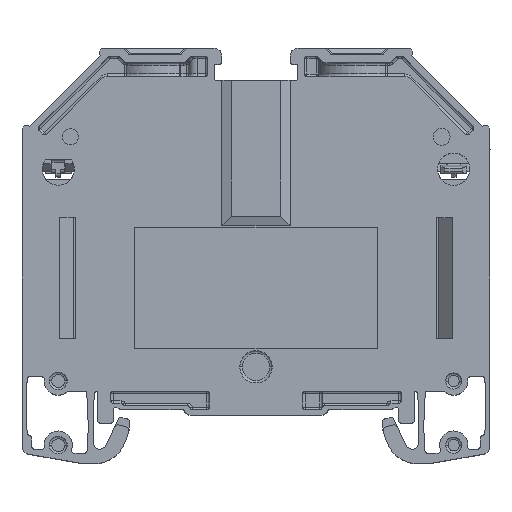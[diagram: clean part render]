
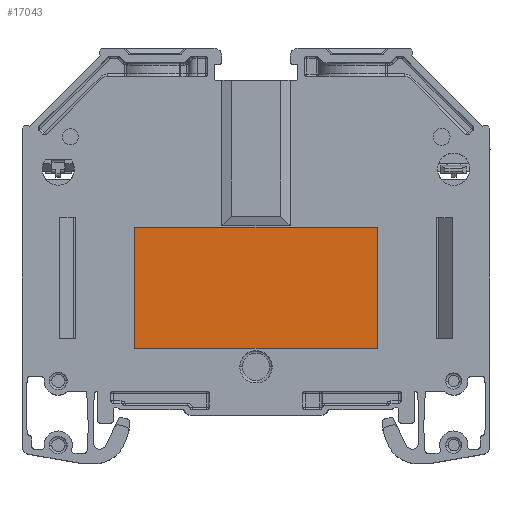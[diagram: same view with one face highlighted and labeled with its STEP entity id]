
A CAD part, top view. The second image highlights one B-rep face of the part: STEP entity #17043.
In plain terms, the highlighted planar face has unit normal (0, 0, 1).
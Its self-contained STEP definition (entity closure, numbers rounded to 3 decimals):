
#16749 = PLANE('',#16750);
#16750 = AXIS2_PLACEMENT_3D('',#16751,#16752,#16753);
#16751 = CARTESIAN_POINT('',(15.,8.1,15.9));
#16752 = DIRECTION('',(1.,0.,0.));
#16753 = DIRECTION('',(0.,-1.,0.));
#16777 = PLANE('',#16778);
#16778 = AXIS2_PLACEMENT_3D('',#16779,#16780,#16781);
#16779 = CARTESIAN_POINT('',(-15.,8.1,15.9));
#16780 = DIRECTION('',(0.,-1.,0.));
#16781 = DIRECTION('',(-1.,0.,0.));
#16805 = PLANE('',#16806);
#16806 = AXIS2_PLACEMENT_3D('',#16807,#16808,#16809);
#16807 = CARTESIAN_POINT('',(-15.,23.1,15.9));
#16808 = DIRECTION('',(-1.,0.,0.));
#16809 = DIRECTION('',(0.,1.,0.));
#16831 = PLANE('',#16832);
#16832 = AXIS2_PLACEMENT_3D('',#16833,#16834,#16835);
#16833 = CARTESIAN_POINT('',(15.,23.1,15.9));
#16834 = DIRECTION('',(0.,1.,0.));
#16835 = DIRECTION('',(1.,0.,0.));
#16847 = VERTEX_POINT('',#16848);
#16848 = CARTESIAN_POINT('',(-15.,23.1,15.75));
#16869 = EDGE_CURVE('',#16870,#16847,#16872,.T.);
#16870 = VERTEX_POINT('',#16871);
#16871 = CARTESIAN_POINT('',(15.,23.1,15.75));
#16872 = SURFACE_CURVE('',#16873,(#16877,#16884),.PCURVE_S1.);
#16873 = LINE('',#16874,#16875);
#16874 = CARTESIAN_POINT('',(15.,23.1,15.75));
#16875 = VECTOR('',#16876,1.);
#16876 = DIRECTION('',(-1.,0.,0.));
#16877 = PCURVE('',#16831,#16878);
#16878 = DEFINITIONAL_REPRESENTATION('',(#16879),#16883);
#16879 = LINE('',#16880,#16881);
#16880 = CARTESIAN_POINT('',(0.,0.15));
#16881 = VECTOR('',#16882,1.);
#16882 = DIRECTION('',(-1.,0.));
#16883 = ( GEOMETRIC_REPRESENTATION_CONTEXT(2) 
PARAMETRIC_REPRESENTATION_CONTEXT() REPRESENTATION_CONTEXT('2D SPACE',''
  ) );
#16884 = PCURVE('',#16885,#16890);
#16885 = PLANE('',#16886);
#16886 = AXIS2_PLACEMENT_3D('',#16887,#16888,#16889);
#16887 = CARTESIAN_POINT('',(0.,-6.2,15.75));
#16888 = DIRECTION('',(0.,0.,1.));
#16889 = DIRECTION('',(-1.,0.,0.));
#16890 = DEFINITIONAL_REPRESENTATION('',(#16891),#16895);
#16891 = LINE('',#16892,#16893);
#16892 = CARTESIAN_POINT('',(-15.,-29.3));
#16893 = VECTOR('',#16894,1.);
#16894 = DIRECTION('',(1.,0.));
#16895 = ( GEOMETRIC_REPRESENTATION_CONTEXT(2) 
PARAMETRIC_REPRESENTATION_CONTEXT() REPRESENTATION_CONTEXT('2D SPACE',''
  ) );
#16923 = EDGE_CURVE('',#16924,#16870,#16926,.T.);
#16924 = VERTEX_POINT('',#16925);
#16925 = CARTESIAN_POINT('',(15.,8.1,15.75));
#16926 = SURFACE_CURVE('',#16927,(#16931,#16938),.PCURVE_S1.);
#16927 = LINE('',#16928,#16929);
#16928 = CARTESIAN_POINT('',(15.,8.1,15.75));
#16929 = VECTOR('',#16930,1.);
#16930 = DIRECTION('',(0.,1.,0.));
#16931 = PCURVE('',#16749,#16932);
#16932 = DEFINITIONAL_REPRESENTATION('',(#16933),#16937);
#16933 = LINE('',#16934,#16935);
#16934 = CARTESIAN_POINT('',(0.,0.15));
#16935 = VECTOR('',#16936,1.);
#16936 = DIRECTION('',(-1.,0.));
#16937 = ( GEOMETRIC_REPRESENTATION_CONTEXT(2) 
PARAMETRIC_REPRESENTATION_CONTEXT() REPRESENTATION_CONTEXT('2D SPACE',''
  ) );
#16938 = PCURVE('',#16885,#16939);
#16939 = DEFINITIONAL_REPRESENTATION('',(#16940),#16944);
#16940 = LINE('',#16941,#16942);
#16941 = CARTESIAN_POINT('',(-15.,-14.3));
#16942 = VECTOR('',#16943,1.);
#16943 = DIRECTION('',(0.,-1.));
#16944 = ( GEOMETRIC_REPRESENTATION_CONTEXT(2) 
PARAMETRIC_REPRESENTATION_CONTEXT() REPRESENTATION_CONTEXT('2D SPACE',''
  ) );
#16972 = EDGE_CURVE('',#16973,#16924,#16975,.T.);
#16973 = VERTEX_POINT('',#16974);
#16974 = CARTESIAN_POINT('',(-15.,8.1,15.75));
#16975 = SURFACE_CURVE('',#16976,(#16980,#16987),.PCURVE_S1.);
#16976 = LINE('',#16977,#16978);
#16977 = CARTESIAN_POINT('',(-15.,8.1,15.75));
#16978 = VECTOR('',#16979,1.);
#16979 = DIRECTION('',(1.,0.,0.));
#16980 = PCURVE('',#16777,#16981);
#16981 = DEFINITIONAL_REPRESENTATION('',(#16982),#16986);
#16982 = LINE('',#16983,#16984);
#16983 = CARTESIAN_POINT('',(0.,0.15));
#16984 = VECTOR('',#16985,1.);
#16985 = DIRECTION('',(-1.,0.));
#16986 = ( GEOMETRIC_REPRESENTATION_CONTEXT(2) 
PARAMETRIC_REPRESENTATION_CONTEXT() REPRESENTATION_CONTEXT('2D SPACE',''
  ) );
#16987 = PCURVE('',#16885,#16988);
#16988 = DEFINITIONAL_REPRESENTATION('',(#16989),#16993);
#16989 = LINE('',#16990,#16991);
#16990 = CARTESIAN_POINT('',(15.,-14.3));
#16991 = VECTOR('',#16992,1.);
#16992 = DIRECTION('',(-1.,0.));
#16993 = ( GEOMETRIC_REPRESENTATION_CONTEXT(2) 
PARAMETRIC_REPRESENTATION_CONTEXT() REPRESENTATION_CONTEXT('2D SPACE',''
  ) );
#17021 = EDGE_CURVE('',#16847,#16973,#17022,.T.);
#17022 = SURFACE_CURVE('',#17023,(#17027,#17034),.PCURVE_S1.);
#17023 = LINE('',#17024,#17025);
#17024 = CARTESIAN_POINT('',(-15.,23.1,15.75));
#17025 = VECTOR('',#17026,1.);
#17026 = DIRECTION('',(0.,-1.,0.));
#17027 = PCURVE('',#16805,#17028);
#17028 = DEFINITIONAL_REPRESENTATION('',(#17029),#17033);
#17029 = LINE('',#17030,#17031);
#17030 = CARTESIAN_POINT('',(0.,0.15));
#17031 = VECTOR('',#17032,1.);
#17032 = DIRECTION('',(-1.,0.));
#17033 = ( GEOMETRIC_REPRESENTATION_CONTEXT(2) 
PARAMETRIC_REPRESENTATION_CONTEXT() REPRESENTATION_CONTEXT('2D SPACE',''
  ) );
#17034 = PCURVE('',#16885,#17035);
#17035 = DEFINITIONAL_REPRESENTATION('',(#17036),#17040);
#17036 = LINE('',#17037,#17038);
#17037 = CARTESIAN_POINT('',(15.,-29.3));
#17038 = VECTOR('',#17039,1.);
#17039 = DIRECTION('',(0.,1.));
#17040 = ( GEOMETRIC_REPRESENTATION_CONTEXT(2) 
PARAMETRIC_REPRESENTATION_CONTEXT() REPRESENTATION_CONTEXT('2D SPACE',''
  ) );
#17043 = ADVANCED_FACE('',(#17044),#16885,.T.);
#17044 = FACE_BOUND('',#17045,.T.);
#17045 = EDGE_LOOP('',(#17046,#17047,#17048,#17049));
#17046 = ORIENTED_EDGE('',*,*,#17021,.T.);
#17047 = ORIENTED_EDGE('',*,*,#16972,.T.);
#17048 = ORIENTED_EDGE('',*,*,#16923,.T.);
#17049 = ORIENTED_EDGE('',*,*,#16869,.T.);
